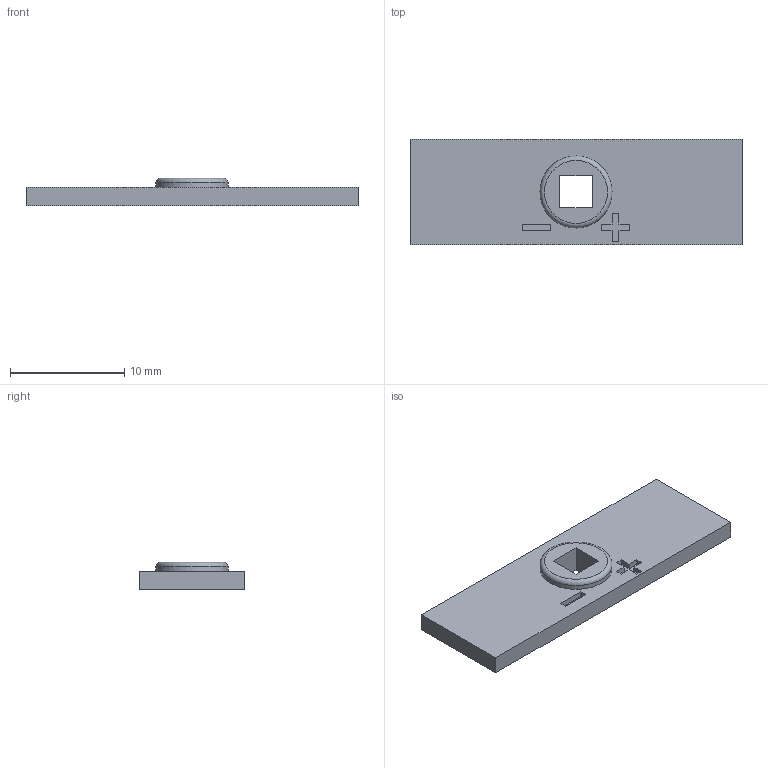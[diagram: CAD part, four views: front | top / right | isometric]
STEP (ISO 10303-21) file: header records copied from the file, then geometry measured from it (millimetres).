
FILE_DESCRIPTION (( 'STEP AP203' ), '1' );
FILE_NAME ('_Terminalplatte 29 x 9,2 x 1,6.stp.STEP', '2026-01-20T11:21:56', ( '' ), ( '' ), 'SwSTEP 2.0', 'SolidWorks 2024', '' );
FILE_SCHEMA (( 'CONFIG_CONTROL_DESIGN' ));
Length unit declared in the file: millimetre
Products named in the file (1): _Terminalplatte 29 x 9,2 x 1,6.stp
Bounding box: 29 x 9.2 x 2.4 mm (x, y, z)
Volume: 430.3 mm3; surface area: 687.5 mm2
Topology: 1 solids, 1 shells, 31 faces, 77 edges, 51 vertices
Faces by surface type: plane 29, cylinder 1, torus 1
Full cylindrical faces by diameter (mm): 6.3 x1
Entity records: 975 total; most frequent: CARTESIAN_POINT 158, ORIENTED_EDGE 150, DIRECTION 142, EDGE_CURVE 75, VECTOR 72, LINE 72, VERTEX_POINT 51, EDGE_LOOP 38
